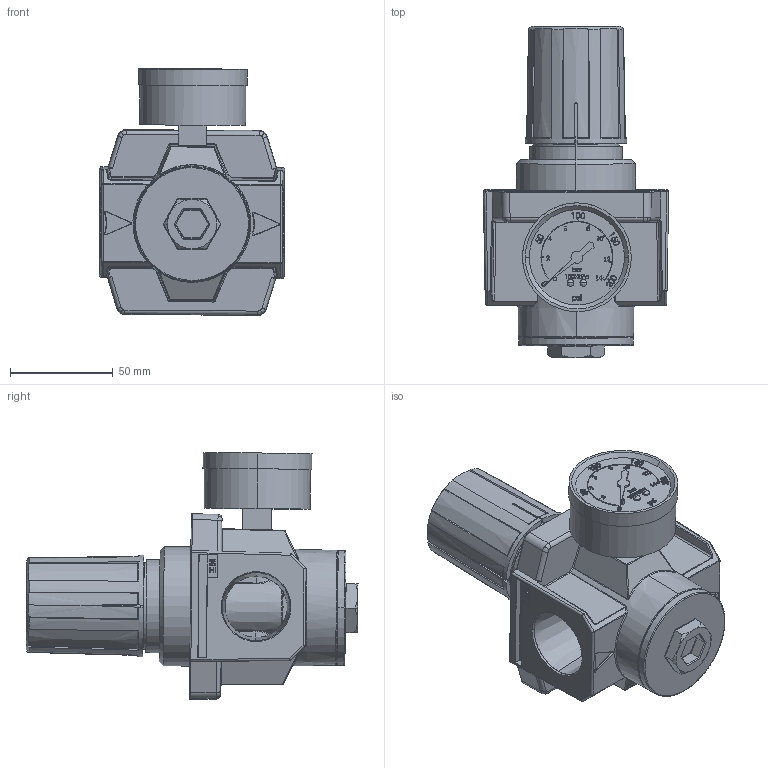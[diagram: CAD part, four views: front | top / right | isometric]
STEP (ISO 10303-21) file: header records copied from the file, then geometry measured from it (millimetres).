
FILE_DESCRIPTION (( 'STEP AP214' ), '1' );
FILE_NAME ('R90.STEP', '2021-11-23T02:55:30', ( 'User' ), ( '' ), 'SwSTEP 2.0', 'SolidWorks 2014', '' );
FILE_SCHEMA (( 'AUTOMOTIVE_DESIGN' ));
Length unit declared in the file: millimetre
Products named in the file (11): 2-埋入式壓力錶; 底部螺絲; R9010; R9002; R90調壓閥本體; R90
Assembly tree (5 placements, depth 2):
  2-埋入式壓力錶
  底部螺絲
  R9010
  R9002
  R90調壓閥本體
Bounding box: 90.29 x 161.62 x 120.09 mm (x, y, z)
Volume: 366332.7 mm3; surface area: 134602.7 mm2
Topology: 5 solids, 5 shells, 2427 faces, 6341 edges, 4045 vertices
Faces by surface type: plane 1347, bspline 589, cylinder 363, cone 116, sphere 8, torus 4
Entity records: 130312 total; most frequent: CARTESIAN_POINT 49484, ORIENTED_EDGE 12628, DIRECTION 8893, EDGE_CURVE 6314, VERTEX_POINT 4039, VECTOR 3417, LINE 3417, AXIS2_PLACEMENT_3D 2738
